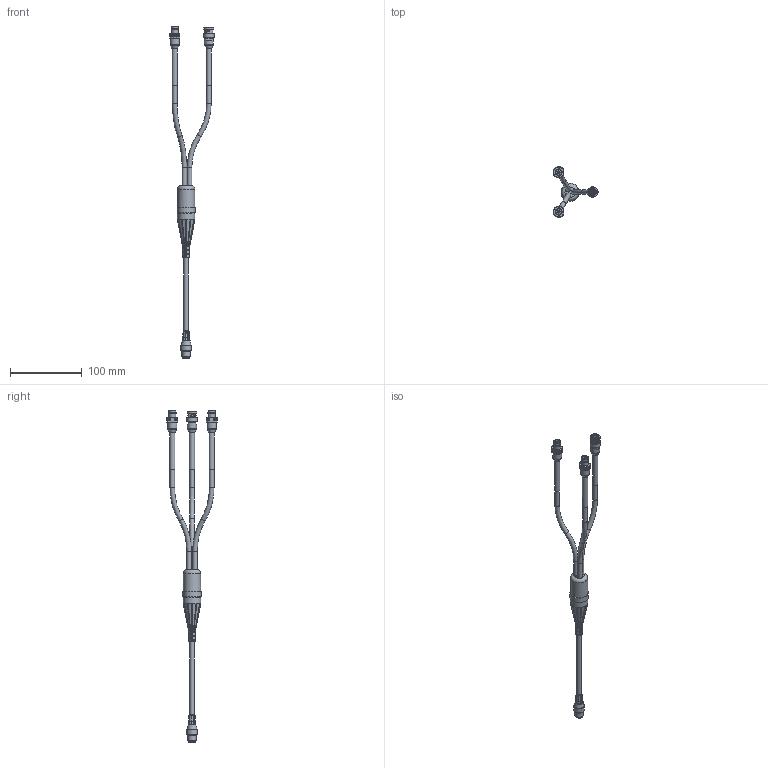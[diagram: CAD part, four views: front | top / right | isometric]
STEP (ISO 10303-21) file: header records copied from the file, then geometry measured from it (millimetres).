
FILE_DESCRIPTION(/* description */ (''),/* implementation_level */ '2;1');
FILE_NAME(/* name */ 'CMX2174.stp',/* time_stamp */ '2017-05-08T12:31:48-04:00',/* author */ ('aneininger'),/* organization */ ('CONNECTION TECHNOLOGY CENTER'),/* preprocessor_version */ 'ST-DEVELOPER v16.5',/* originating_system */ 'Autodesk Inventor 2017',/* authorisation */ '');
FILE_SCHEMA (('AUTOMOTIVE_DESIGN { 1 0 10303 214 3 1 1 }'));
Length unit declared in the file: inch
Products named in the file (1): Part17
Bounding box: 61.61 x 70.23 x 462.85 mm (x, y, z)
Volume: 67154.4 mm3; surface area: 29288.8 mm2
Topology: 1 solids, 1 shells, 916 faces, 2418 edges, 1558 vertices
Faces by surface type: plane 523, cylinder 255, bspline 60, torus 50, cone 20, sphere 8
Full cylindrical faces by diameter (mm): 0.787 x8, 1.27 x10, 1.397 x8, 1.829 x2, 1.981 x1, 2.032 x5, 2.095 x2, 3.614 x2, 4.953 x1, 6.35 x7, 7.239 x2, 7.493 x1, 7.797 x2, 8.433 x1, 8.89 x1, 9.525 x1, 9.652 x4, 9.944 x1, 10.414 x1, 11.303 x1, 11.836 x1, 12.7 x4, 13.716 x1, 13.843 x1, 14.5 x1, 14.58 x1, 23.876 x1, 24.13 x1, 25.4 x1
Entity records: 30976 total; most frequent: CARTESIAN_POINT 8019, DIRECTION 4552, ORIENTED_EDGE 4484, EDGE_CURVE 2242, AXIS2_PLACEMENT_3D 1654, VERTEX_POINT 1504, LINE 1244, VECTOR 1244
